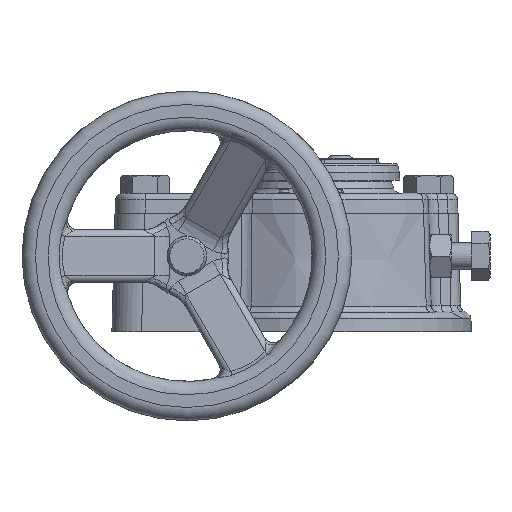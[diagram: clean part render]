
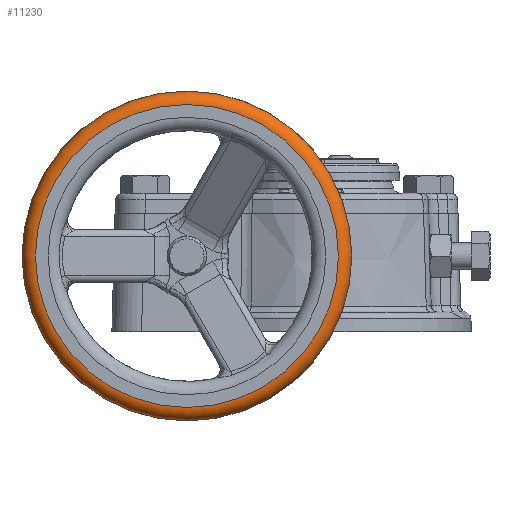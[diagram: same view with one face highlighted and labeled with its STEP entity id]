
A CAD part, left-side view. The second image highlights one B-rep face of the part: STEP entity #11230.
In plain terms, the highlighted toroidal (fillet/blend) face has major radius 45.928 mm and minor radius 4 mm.
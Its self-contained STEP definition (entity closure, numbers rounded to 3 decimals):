
#984=TOROIDAL_SURFACE('',#12877,45.928,4.);
#3198=ORIENTED_EDGE('',*,*,#6135,.F.);
#3199=ORIENTED_EDGE('',*,*,#6136,.F.);
#6135=EDGE_CURVE('',#7816,#7816,#8830,.F.);
#6136=EDGE_CURVE('',#7817,#7817,#8831,.F.);
#7816=VERTEX_POINT('',#19686);
#7817=VERTEX_POINT('',#19688);
#8830=CIRCLE('',#12878,49.925);
#8831=CIRCLE('',#12879,45.928);
#9424=EDGE_LOOP('',(#3198));
#9425=EDGE_LOOP('',(#3199));
#10271=FACE_BOUND('',#9424,.T.);
#10272=FACE_BOUND('',#9425,.T.);
#11230=ADVANCED_FACE('',(#10271,#10272),#984,.T.);
#12877=AXIS2_PLACEMENT_3D('',#19684,#14422,#14423);
#12878=AXIS2_PLACEMENT_3D('',#19685,#14424,#14425);
#12879=AXIS2_PLACEMENT_3D('',#19687,#14426,#14427);
#14422=DIRECTION('',(1.,0.,0.));
#14423=DIRECTION('',(0.,0.,-1.));
#14424=DIRECTION('',(-1.,0.,0.));
#14425=DIRECTION('',(0.,0.,1.));
#14426=DIRECTION('',(1.,0.,0.));
#14427=DIRECTION('',(0.,0.,-1.));
#19684=CARTESIAN_POINT('',(-95.788,41.25,0.));
#19685=CARTESIAN_POINT('',(-95.928,41.25,0.));
#19686=CARTESIAN_POINT('',(-95.928,41.25,49.925));
#19687=CARTESIAN_POINT('',(-99.788,41.25,0.));
#19688=CARTESIAN_POINT('',(-99.788,41.25,-45.928));
